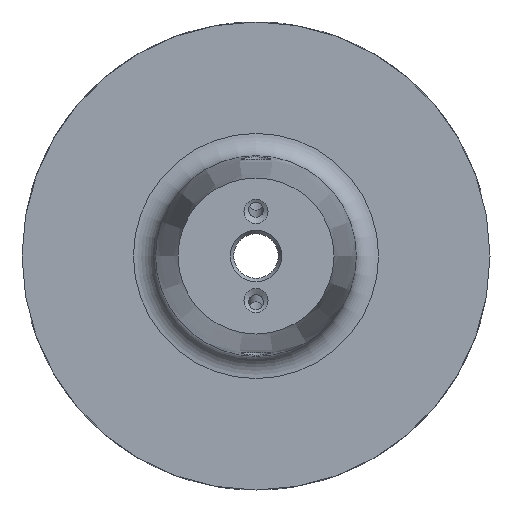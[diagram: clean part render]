
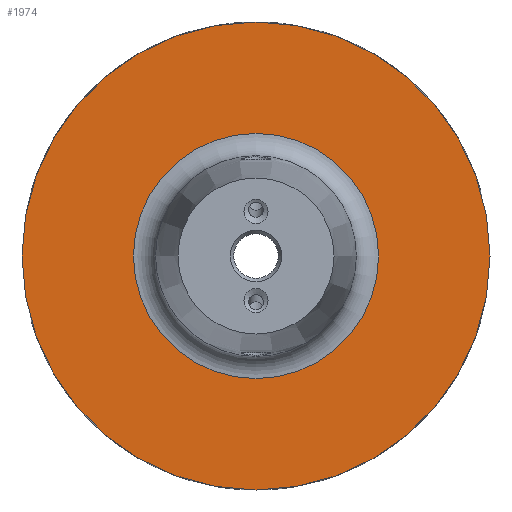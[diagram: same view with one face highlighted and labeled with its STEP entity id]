
A CAD part, left-side view. The second image highlights one B-rep face of the part: STEP entity #1974.
In plain terms, the highlighted planar face has unit normal (-1, 0, 0).
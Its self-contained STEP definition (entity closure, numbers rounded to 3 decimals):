
#56=FACE_BOUND('',#341,.T.);
#92=PLANE('',#2208);
#225=FACE_OUTER_BOUND('',#340,.T.);
#340=EDGE_LOOP('',(#1783,#1784));
#341=EDGE_LOOP('',(#1785,#1786));
#723=CIRCLE('',#2206,16.5);
#724=CIRCLE('',#2207,16.5);
#725=CIRCLE('',#2209,31.5);
#726=CIRCLE('',#2210,31.5);
#933=VERTEX_POINT('',#4879);
#934=VERTEX_POINT('',#4881);
#935=VERTEX_POINT('',#4885);
#936=VERTEX_POINT('',#4886);
#1236=EDGE_CURVE('',#934,#933,#723,.T.);
#1237=EDGE_CURVE('',#933,#934,#724,.T.);
#1238=EDGE_CURVE('',#935,#936,#725,.T.);
#1239=EDGE_CURVE('',#936,#935,#726,.T.);
#1783=ORIENTED_EDGE('',*,*,#1238,.F.);
#1784=ORIENTED_EDGE('',*,*,#1239,.F.);
#1785=ORIENTED_EDGE('',*,*,#1236,.T.);
#1786=ORIENTED_EDGE('',*,*,#1237,.T.);
#1974=ADVANCED_FACE('',(#225,#56),#92,.T.);
#2206=AXIS2_PLACEMENT_3D('',#4882,#2713,#2714);
#2207=AXIS2_PLACEMENT_3D('',#4883,#2715,#2716);
#2208=AXIS2_PLACEMENT_3D('',#4884,#2717,#2718);
#2209=AXIS2_PLACEMENT_3D('',#4887,#2719,#2720);
#2210=AXIS2_PLACEMENT_3D('',#4888,#2721,#2722);
#2713=DIRECTION('center_axis',(1.,0.,0.));
#2714=DIRECTION('ref_axis',(0.,1.,0.));
#2715=DIRECTION('center_axis',(1.,0.,0.));
#2716=DIRECTION('ref_axis',(0.,1.,0.));
#2717=DIRECTION('center_axis',(-1.,0.,0.));
#2718=DIRECTION('ref_axis',(0.,0.,1.));
#2719=DIRECTION('center_axis',(1.,0.,0.));
#2720=DIRECTION('ref_axis',(0.,1.,0.));
#2721=DIRECTION('center_axis',(1.,0.,0.));
#2722=DIRECTION('ref_axis',(0.,1.,0.));
#4879=CARTESIAN_POINT('',(-22.,0.,16.5));
#4881=CARTESIAN_POINT('',(-22.,16.5,0.));
#4882=CARTESIAN_POINT('Origin',(-22.,0.,0.));
#4883=CARTESIAN_POINT('Origin',(-22.,0.,0.));
#4884=CARTESIAN_POINT('Origin',(-22.,24.,0.));
#4885=CARTESIAN_POINT('',(-22.,31.5,0.));
#4886=CARTESIAN_POINT('',(-22.,-31.5,0.));
#4887=CARTESIAN_POINT('Origin',(-22.,0.,0.));
#4888=CARTESIAN_POINT('Origin',(-22.,0.,0.));
